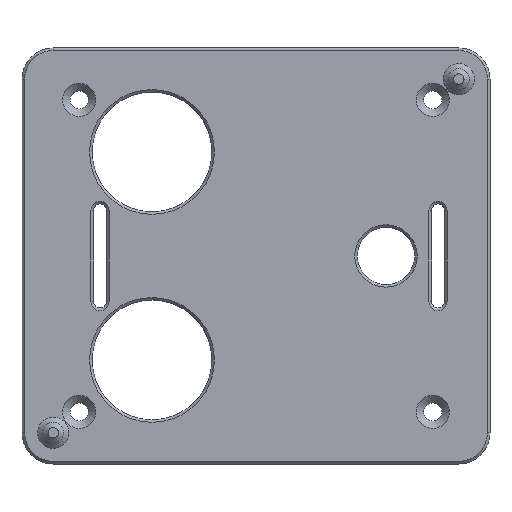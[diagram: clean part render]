
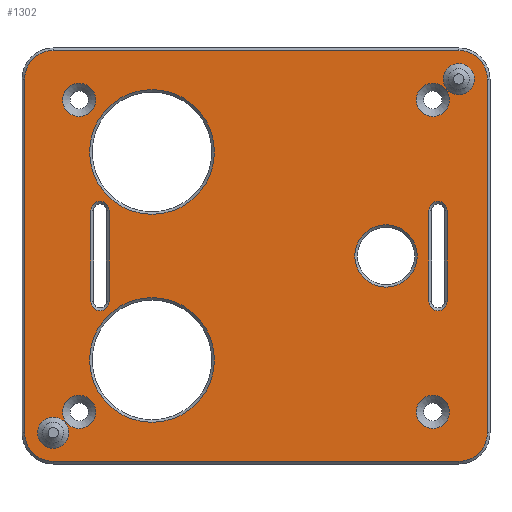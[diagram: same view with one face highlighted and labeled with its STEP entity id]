
A CAD part, top view. The second image highlights one B-rep face of the part: STEP entity #1302.
In plain terms, the highlighted planar face has unit normal (0, 0, 1).
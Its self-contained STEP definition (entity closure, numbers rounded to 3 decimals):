
#15=FACE_BOUND('',#187,.T.);
#16=FACE_BOUND('',#188,.T.);
#17=FACE_BOUND('',#189,.T.);
#18=FACE_BOUND('',#190,.T.);
#19=FACE_BOUND('',#191,.T.);
#20=FACE_BOUND('',#192,.T.);
#21=FACE_BOUND('',#193,.T.);
#22=FACE_BOUND('',#194,.T.);
#23=FACE_BOUND('',#195,.T.);
#24=FACE_BOUND('',#196,.T.);
#25=FACE_BOUND('',#197,.T.);
#42=PLANE('',#1402);
#104=FACE_OUTER_BOUND('',#186,.T.);
#186=EDGE_LOOP('',(#910,#911,#912,#913,#914,#915,#916,#917));
#187=EDGE_LOOP('',(#918));
#188=EDGE_LOOP('',(#919,#920,#921,#922));
#189=EDGE_LOOP('',(#923));
#190=EDGE_LOOP('',(#924));
#191=EDGE_LOOP('',(#925));
#192=EDGE_LOOP('',(#926));
#193=EDGE_LOOP('',(#927));
#194=EDGE_LOOP('',(#928));
#195=EDGE_LOOP('',(#929));
#196=EDGE_LOOP('',(#930,#931,#932,#933));
#197=EDGE_LOOP('',(#934));
#293=LINE('',#2004,#405);
#294=LINE('',#2008,#406);
#295=LINE('',#2012,#407);
#296=LINE('',#2016,#408);
#297=LINE('',#2022,#409);
#298=LINE('',#2026,#410);
#299=LINE('',#2044,#411);
#300=LINE('',#2048,#412);
#405=VECTOR('',#1576,10.);
#406=VECTOR('',#1579,10.);
#407=VECTOR('',#1582,10.);
#408=VECTOR('',#1585,10.);
#409=VECTOR('',#1590,10.);
#410=VECTOR('',#1593,10.);
#411=VECTOR('',#1610,10.);
#412=VECTOR('',#1613,10.);
#517=CIRCLE('',#1401,3.);
#518=CIRCLE('',#1403,5.5);
#519=CIRCLE('',#1404,5.5);
#520=CIRCLE('',#1405,5.5);
#521=CIRCLE('',#1406,5.5);
#522=CIRCLE('',#1407,3.);
#523=CIRCLE('',#1408,1.75);
#524=CIRCLE('',#1409,1.75);
#525=CIRCLE('',#1410,12.);
#526=CIRCLE('',#1411,3.2);
#527=CIRCLE('',#1412,3.2);
#528=CIRCLE('',#1413,3.2);
#529=CIRCLE('',#1414,3.2);
#530=CIRCLE('',#1415,12.);
#531=CIRCLE('',#1416,6.);
#532=CIRCLE('',#1417,1.75);
#533=CIRCLE('',#1418,1.75);
#594=VERTEX_POINT('',#1998);
#595=VERTEX_POINT('',#2002);
#596=VERTEX_POINT('',#2003);
#597=VERTEX_POINT('',#2005);
#598=VERTEX_POINT('',#2007);
#599=VERTEX_POINT('',#2009);
#600=VERTEX_POINT('',#2011);
#601=VERTEX_POINT('',#2013);
#602=VERTEX_POINT('',#2015);
#603=VERTEX_POINT('',#2018);
#604=VERTEX_POINT('',#2020);
#605=VERTEX_POINT('',#2021);
#606=VERTEX_POINT('',#2023);
#607=VERTEX_POINT('',#2025);
#608=VERTEX_POINT('',#2028);
#609=VERTEX_POINT('',#2030);
#610=VERTEX_POINT('',#2032);
#611=VERTEX_POINT('',#2034);
#612=VERTEX_POINT('',#2036);
#613=VERTEX_POINT('',#2038);
#614=VERTEX_POINT('',#2040);
#615=VERTEX_POINT('',#2042);
#616=VERTEX_POINT('',#2043);
#617=VERTEX_POINT('',#2045);
#618=VERTEX_POINT('',#2047);
#713=EDGE_CURVE('',#594,#594,#517,.T.);
#715=EDGE_CURVE('',#595,#596,#293,.T.);
#716=EDGE_CURVE('',#597,#595,#518,.T.);
#717=EDGE_CURVE('',#598,#597,#294,.T.);
#718=EDGE_CURVE('',#599,#598,#519,.T.);
#719=EDGE_CURVE('',#600,#599,#295,.T.);
#720=EDGE_CURVE('',#601,#600,#520,.T.);
#721=EDGE_CURVE('',#602,#601,#296,.T.);
#722=EDGE_CURVE('',#596,#602,#521,.T.);
#723=EDGE_CURVE('',#603,#603,#522,.T.);
#724=EDGE_CURVE('',#604,#605,#297,.T.);
#725=EDGE_CURVE('',#606,#604,#523,.T.);
#726=EDGE_CURVE('',#607,#606,#298,.T.);
#727=EDGE_CURVE('',#605,#607,#524,.T.);
#728=EDGE_CURVE('',#608,#608,#525,.T.);
#729=EDGE_CURVE('',#609,#609,#526,.T.);
#730=EDGE_CURVE('',#610,#610,#527,.T.);
#731=EDGE_CURVE('',#611,#611,#528,.T.);
#732=EDGE_CURVE('',#612,#612,#529,.T.);
#733=EDGE_CURVE('',#613,#613,#530,.T.);
#734=EDGE_CURVE('',#614,#614,#531,.T.);
#735=EDGE_CURVE('',#615,#616,#299,.T.);
#736=EDGE_CURVE('',#617,#615,#532,.T.);
#737=EDGE_CURVE('',#618,#617,#300,.T.);
#738=EDGE_CURVE('',#616,#618,#533,.T.);
#910=ORIENTED_EDGE('',*,*,#715,.F.);
#911=ORIENTED_EDGE('',*,*,#716,.F.);
#912=ORIENTED_EDGE('',*,*,#717,.F.);
#913=ORIENTED_EDGE('',*,*,#718,.F.);
#914=ORIENTED_EDGE('',*,*,#719,.F.);
#915=ORIENTED_EDGE('',*,*,#720,.F.);
#916=ORIENTED_EDGE('',*,*,#721,.F.);
#917=ORIENTED_EDGE('',*,*,#722,.F.);
#918=ORIENTED_EDGE('',*,*,#723,.F.);
#919=ORIENTED_EDGE('',*,*,#724,.F.);
#920=ORIENTED_EDGE('',*,*,#725,.F.);
#921=ORIENTED_EDGE('',*,*,#726,.F.);
#922=ORIENTED_EDGE('',*,*,#727,.F.);
#923=ORIENTED_EDGE('',*,*,#728,.F.);
#924=ORIENTED_EDGE('',*,*,#729,.T.);
#925=ORIENTED_EDGE('',*,*,#730,.F.);
#926=ORIENTED_EDGE('',*,*,#731,.T.);
#927=ORIENTED_EDGE('',*,*,#732,.F.);
#928=ORIENTED_EDGE('',*,*,#733,.F.);
#929=ORIENTED_EDGE('',*,*,#734,.F.);
#930=ORIENTED_EDGE('',*,*,#735,.F.);
#931=ORIENTED_EDGE('',*,*,#736,.F.);
#932=ORIENTED_EDGE('',*,*,#737,.F.);
#933=ORIENTED_EDGE('',*,*,#738,.F.);
#934=ORIENTED_EDGE('',*,*,#713,.F.);
#1302=ADVANCED_FACE('',(#104,#15,#16,#17,#18,#19,#20,#21,#22,#23,#24,#25),
#42,.T.);
#1401=AXIS2_PLACEMENT_3D('',#1999,#1571,#1572);
#1402=AXIS2_PLACEMENT_3D('',#2001,#1574,#1575);
#1403=AXIS2_PLACEMENT_3D('',#2006,#1577,#1578);
#1404=AXIS2_PLACEMENT_3D('',#2010,#1580,#1581);
#1405=AXIS2_PLACEMENT_3D('',#2014,#1583,#1584);
#1406=AXIS2_PLACEMENT_3D('',#2017,#1586,#1587);
#1407=AXIS2_PLACEMENT_3D('',#2019,#1588,#1589);
#1408=AXIS2_PLACEMENT_3D('',#2024,#1591,#1592);
#1409=AXIS2_PLACEMENT_3D('',#2027,#1594,#1595);
#1410=AXIS2_PLACEMENT_3D('',#2029,#1596,#1597);
#1411=AXIS2_PLACEMENT_3D('',#2031,#1598,#1599);
#1412=AXIS2_PLACEMENT_3D('',#2033,#1600,#1601);
#1413=AXIS2_PLACEMENT_3D('',#2035,#1602,#1603);
#1414=AXIS2_PLACEMENT_3D('',#2037,#1604,#1605);
#1415=AXIS2_PLACEMENT_3D('',#2039,#1606,#1607);
#1416=AXIS2_PLACEMENT_3D('',#2041,#1608,#1609);
#1417=AXIS2_PLACEMENT_3D('',#2046,#1611,#1612);
#1418=AXIS2_PLACEMENT_3D('',#2049,#1614,#1615);
#1571=DIRECTION('center_axis',(0.,0.,1.));
#1572=DIRECTION('ref_axis',(-1.,0.,0.));
#1574=DIRECTION('center_axis',(0.,0.,1.));
#1575=DIRECTION('ref_axis',(1.,0.,0.));
#1576=DIRECTION('',(0.,1.,0.));
#1577=DIRECTION('center_axis',(0.,0.,-1.));
#1578=DIRECTION('ref_axis',(-0.707,-0.707,0.));
#1579=DIRECTION('',(-1.,0.,0.));
#1580=DIRECTION('center_axis',(0.,0.,-1.));
#1581=DIRECTION('ref_axis',(0.707,-0.707,0.));
#1582=DIRECTION('',(0.,-1.,0.));
#1583=DIRECTION('center_axis',(0.,0.,-1.));
#1584=DIRECTION('ref_axis',(0.707,0.707,0.));
#1585=DIRECTION('',(1.,0.,0.));
#1586=DIRECTION('center_axis',(0.,0.,-1.));
#1587=DIRECTION('ref_axis',(-0.707,0.707,0.));
#1588=DIRECTION('center_axis',(0.,0.,1.));
#1589=DIRECTION('ref_axis',(-1.,0.,0.));
#1590=DIRECTION('',(0.,1.,0.));
#1591=DIRECTION('center_axis',(0.,0.,1.));
#1592=DIRECTION('ref_axis',(-0.707,-0.707,0.));
#1593=DIRECTION('',(0.,-1.,0.));
#1594=DIRECTION('center_axis',(0.,0.,1.));
#1595=DIRECTION('ref_axis',(-0.707,0.707,0.));
#1596=DIRECTION('center_axis',(0.,0.,1.));
#1597=DIRECTION('ref_axis',(1.,0.,0.));
#1598=DIRECTION('center_axis',(0.,0.,-1.));
#1599=DIRECTION('ref_axis',(1.,0.,0.));
#1600=DIRECTION('center_axis',(0.,0.,1.));
#1601=DIRECTION('ref_axis',(-1.,0.,0.));
#1602=DIRECTION('center_axis',(0.,0.,-1.));
#1603=DIRECTION('ref_axis',(-1.,0.,0.));
#1604=DIRECTION('center_axis',(0.,0.,1.));
#1605=DIRECTION('ref_axis',(1.,0.,0.));
#1606=DIRECTION('center_axis',(0.,0.,1.));
#1607=DIRECTION('ref_axis',(1.,0.,0.));
#1608=DIRECTION('center_axis',(0.,0.,1.));
#1609=DIRECTION('ref_axis',(1.,0.,0.));
#1610=DIRECTION('',(0.,1.,0.));
#1611=DIRECTION('center_axis',(0.,0.,1.));
#1612=DIRECTION('ref_axis',(0.707,-0.707,0.));
#1613=DIRECTION('',(0.,-1.,0.));
#1614=DIRECTION('center_axis',(0.,0.,1.));
#1615=DIRECTION('ref_axis',(0.707,0.707,0.));
#1998=CARTESIAN_POINT('',(-36.,-34.,22.));
#1999=CARTESIAN_POINT('Origin',(-39.,-34.,22.));
#2001=CARTESIAN_POINT('Origin',(-22.5,20.,22.));
#2002=CARTESIAN_POINT('',(-44.5,-34.,22.));
#2003=CARTESIAN_POINT('',(-44.5,34.,22.));
#2004=CARTESIAN_POINT('',(-44.5,30.,22.));
#2005=CARTESIAN_POINT('',(-39.,-39.5,22.));
#2006=CARTESIAN_POINT('Origin',(-39.,-34.,22.));
#2007=CARTESIAN_POINT('',(39.,-39.5,22.));
#2008=CARTESIAN_POINT('',(-11.25,-39.5,22.));
#2009=CARTESIAN_POINT('',(44.5,-34.,22.));
#2010=CARTESIAN_POINT('Origin',(39.,-34.,22.));
#2011=CARTESIAN_POINT('',(44.5,34.,22.));
#2012=CARTESIAN_POINT('',(44.5,30.,22.));
#2013=CARTESIAN_POINT('',(39.,39.5,22.));
#2014=CARTESIAN_POINT('Origin',(39.,34.,22.));
#2015=CARTESIAN_POINT('',(-39.,39.5,22.));
#2016=CARTESIAN_POINT('',(-11.25,39.5,22.));
#2017=CARTESIAN_POINT('Origin',(-39.,34.,22.));
#2018=CARTESIAN_POINT('',(42.,34.,22.));
#2019=CARTESIAN_POINT('Origin',(39.,34.,22.));
#2020=CARTESIAN_POINT('',(-28.25,-8.75,22.));
#2021=CARTESIAN_POINT('',(-28.25,8.75,22.));
#2022=CARTESIAN_POINT('',(-28.25,5.,22.));
#2023=CARTESIAN_POINT('',(-31.75,-8.75,22.));
#2024=CARTESIAN_POINT('Origin',(-30.,-8.75,22.));
#2025=CARTESIAN_POINT('',(-31.75,8.75,22.));
#2026=CARTESIAN_POINT('',(-31.75,15.,22.));
#2027=CARTESIAN_POINT('Origin',(-30.,8.75,22.));
#2028=CARTESIAN_POINT('',(-32.,-20.,22.));
#2029=CARTESIAN_POINT('Origin',(-20.,-20.,22.));
#2030=CARTESIAN_POINT('',(30.8,-30.,22.));
#2031=CARTESIAN_POINT('Origin',(34.,-30.,22.));
#2032=CARTESIAN_POINT('',(-30.8,-30.,22.));
#2033=CARTESIAN_POINT('Origin',(-34.,-30.,22.));
#2034=CARTESIAN_POINT('',(-30.8,30.,22.));
#2035=CARTESIAN_POINT('Origin',(-34.,30.,22.));
#2036=CARTESIAN_POINT('',(30.8,30.,22.));
#2037=CARTESIAN_POINT('Origin',(34.,30.,22.));
#2038=CARTESIAN_POINT('',(-32.,20.,22.));
#2039=CARTESIAN_POINT('Origin',(-20.,20.,22.));
#2040=CARTESIAN_POINT('',(19.,0.,22.));
#2041=CARTESIAN_POINT('Origin',(25.,0.,22.));
#2042=CARTESIAN_POINT('',(36.75,-8.75,22.));
#2043=CARTESIAN_POINT('',(36.75,8.75,22.));
#2044=CARTESIAN_POINT('',(36.75,5.,22.));
#2045=CARTESIAN_POINT('',(33.25,-8.75,22.));
#2046=CARTESIAN_POINT('Origin',(35.,-8.75,22.));
#2047=CARTESIAN_POINT('',(33.25,8.75,22.));
#2048=CARTESIAN_POINT('',(33.25,15.,22.));
#2049=CARTESIAN_POINT('Origin',(35.,8.75,22.));
